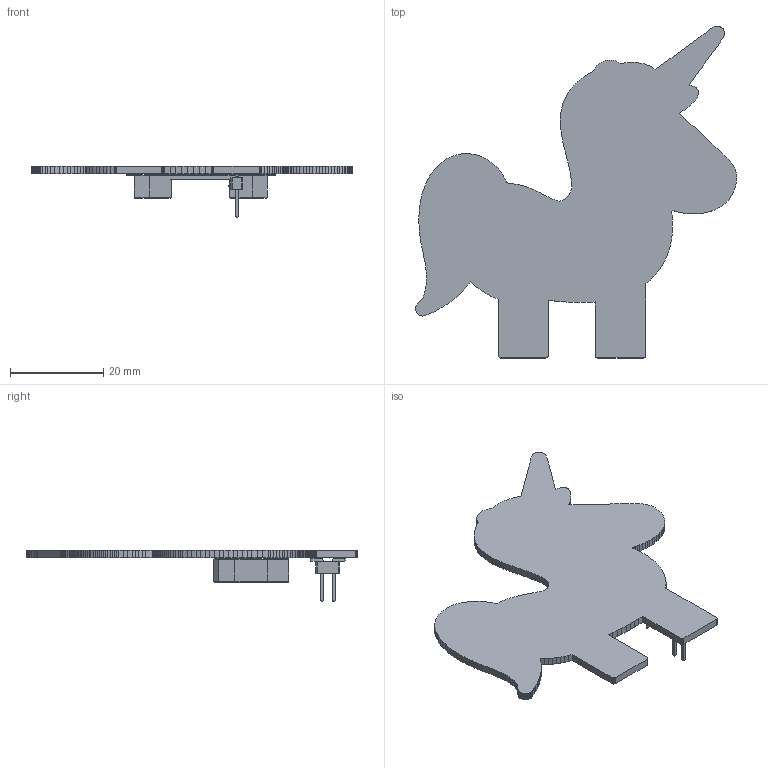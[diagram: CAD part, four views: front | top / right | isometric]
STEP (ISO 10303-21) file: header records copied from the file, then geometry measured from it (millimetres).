
FILE_DESCRIPTION(('KiCad electronic assembly'),'2;1');
FILE_NAME('unicorn_simple-3D.step','2024-01-19T22:58:58',('Pcbnew'),( 'Kicad'),'Open CASCADE STEP processor 7.5','KiCad to STEP converter' ,'Unknown');
FILE_SCHEMA(('AUTOMOTIVE_DESIGN { 1 0 10303 214 1 1 1 1 }'));
Length unit declared in the file: millimetre
Products named in the file (6): unicorn_simple-3D 1; BatteryHolder_Keystone_1060_1x2032; SOLID; PinHeader_2x01_P2.54mm_Vertical_SMD; tmp8szgs521 PCB
Assembly tree (5 placements, depth 3):
  unicorn_simple-3D 1
    BatteryHolder_Keystone_1060_1x2032
      SOLID
    PinHeader_2x01_P2.54mm_Vertical_SMD
      SOLID
    tmp8szgs521 PCB
Bounding box: 68.76 x 71.07 x 10.93 mm (x, y, z)
Volume: 4829.4 mm3; surface area: 6957.5 mm2
Topology: 3 solids, 3 shells, 537 faces, 1528 edges, 1005 vertices
Faces by surface type: plane 498, cylinder 36, torus 3
Entity records: 39746 total; most frequent: CARTESIAN_POINT 7958, DIRECTION 5643, LINE 4444, VECTOR 4444, ORIENTED_EDGE 3056, PCURVE 3056, DEFINITIONAL_REPRESENTATION 3056, EDGE_CURVE 1528
